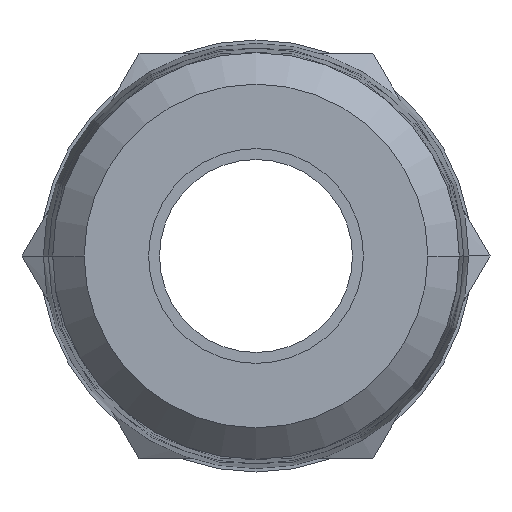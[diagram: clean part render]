
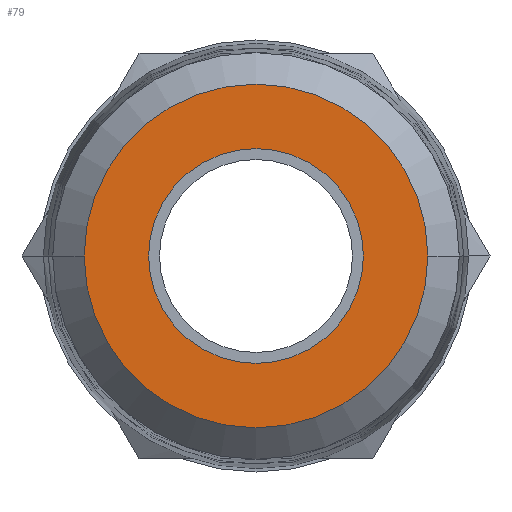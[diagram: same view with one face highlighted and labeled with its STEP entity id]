
A CAD part, front view. The second image highlights one B-rep face of the part: STEP entity #79.
In plain terms, the highlighted planar face has unit normal (0, -1, 0).
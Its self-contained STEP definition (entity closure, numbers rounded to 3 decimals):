
#79=ADVANCED_FACE('',(#184,#185),#186,.T.);
#184=FACE_BOUND('',#327,.T.);
#185=FACE_OUTER_BOUND('',#328,.T.);
#186=PLANE('',#329);
#327=EDGE_LOOP('',(#645,#646));
#328=EDGE_LOOP('',(#647,#648));
#329=AXIS2_PLACEMENT_3D('',#649,#650,#651);
#645=ORIENTED_EDGE('',*,*,#983,.T.);
#646=ORIENTED_EDGE('',*,*,#987,.T.);
#647=ORIENTED_EDGE('',*,*,#968,.F.);
#648=ORIENTED_EDGE('',*,*,#1002,.F.);
#649=CARTESIAN_POINT('',(2.12,-23.594,0.0));
#650=DIRECTION('',(-0.0,-1.0,-0.0));
#651=DIRECTION('',(-1.0,0.0,0.0));
#968=EDGE_CURVE('',#1173,#1176,#1177,.T.);
#983=EDGE_CURVE('',#1205,#1202,#1206,.T.);
#987=EDGE_CURVE('',#1202,#1205,#1211,.T.);
#1002=EDGE_CURVE('',#1176,#1173,#1230,.T.);
#1173=VERTEX_POINT('',#1481);
#1176=VERTEX_POINT('',#1485);
#1177=CIRCLE('',#1486,4.24);
#1202=VERTEX_POINT('',#1518);
#1205=VERTEX_POINT('',#1522);
#1206=CIRCLE('',#1523,2.65);
#1211=CIRCLE('',#1529,2.65);
#1230=CIRCLE('',#1548,4.24);
#1481=CARTESIAN_POINT('',(4.24,-23.594,0.0));
#1485=CARTESIAN_POINT('',(-4.24,-23.594,0.));
#1486=AXIS2_PLACEMENT_3D('',#1977,#1978,#1979);
#1518=CARTESIAN_POINT('',(2.65,-23.594,0.));
#1522=CARTESIAN_POINT('',(-2.65,-23.594,0.));
#1523=AXIS2_PLACEMENT_3D('',#2006,#2007,#2008);
#1529=AXIS2_PLACEMENT_3D('',#2016,#2017,#2018);
#1548=AXIS2_PLACEMENT_3D('',#2061,#2062,#2063);
#1977=CARTESIAN_POINT('',(0.0,-23.594,0.0));
#1978=DIRECTION('',(-0.0,1.0,0.0));
#1979=DIRECTION('',(1.0,0.0,0.0));
#2006=CARTESIAN_POINT('',(0.0,-23.594,0.0));
#2007=DIRECTION('',(-0.0,1.0,0.0));
#2008=DIRECTION('',(1.0,0.0,0.0));
#2016=CARTESIAN_POINT('',(0.0,-23.594,0.0));
#2017=DIRECTION('',(-0.0,1.0,0.0));
#2018=DIRECTION('',(1.0,0.0,0.0));
#2061=CARTESIAN_POINT('',(0.0,-23.594,0.0));
#2062=DIRECTION('',(-0.0,1.0,0.0));
#2063=DIRECTION('',(1.0,0.0,0.0));
